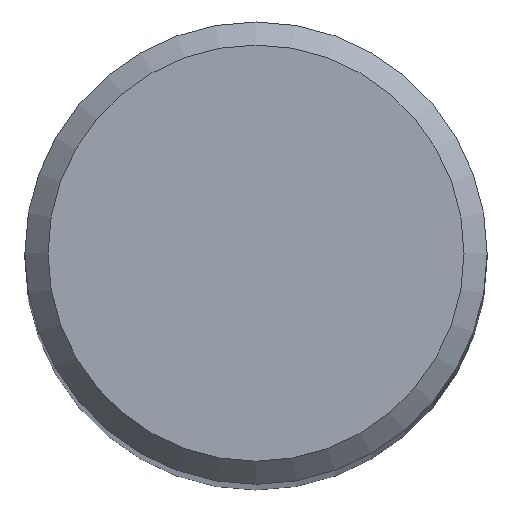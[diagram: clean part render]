
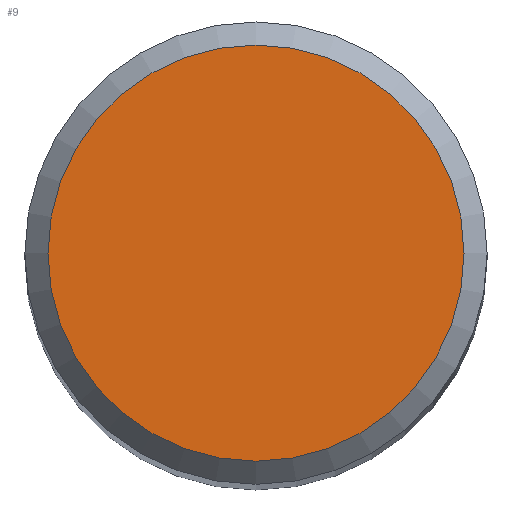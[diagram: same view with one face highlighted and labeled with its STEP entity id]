
A CAD part, top view. The second image highlights one B-rep face of the part: STEP entity #9.
In plain terms, the highlighted planar face has unit normal (0, 0, 1).
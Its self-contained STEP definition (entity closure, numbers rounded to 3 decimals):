
#2 = ORIENTED_EDGE ( 'NONE', *, *, #36, .F. ) ;
#9 = ADVANCED_FACE ( 'NONE', ( #76 ), #100, .F. ) ;
#36 = EDGE_CURVE ( 'NONE', #187, #187, #37, .T. ) ;
#37 = CIRCLE ( 'NONE', #66, 2.7 ) ;
#62 = DIRECTION ( 'NONE',  ( 0., 0., -1. ) ) ;
#66 = AXIS2_PLACEMENT_3D ( 'NONE', #208, #62, #133 ) ;
#76 = FACE_OUTER_BOUND ( 'NONE', #157, .T. ) ;
#100 = PLANE ( 'NONE',  #185 ) ;
#133 = DIRECTION ( 'NONE',  ( 0., 1., 0. ) ) ;
#134 = DIRECTION ( 'NONE',  ( 0., 1., 0. ) ) ;
#157 = EDGE_LOOP ( 'NONE', ( #2 ) ) ;
#172 = CARTESIAN_POINT ( 'NONE',  ( 0., 2.7, 60. ) ) ;
#185 = AXIS2_PLACEMENT_3D ( 'NONE', #210, #197, #134 ) ;
#187 = VERTEX_POINT ( 'NONE', #172 ) ;
#197 = DIRECTION ( 'NONE',  ( 0., 0., -1. ) ) ;
#208 = CARTESIAN_POINT ( 'NONE',  ( 0., 0., 60. ) ) ;
#210 = CARTESIAN_POINT ( 'NONE',  ( 0., 0., 60. ) ) ;
